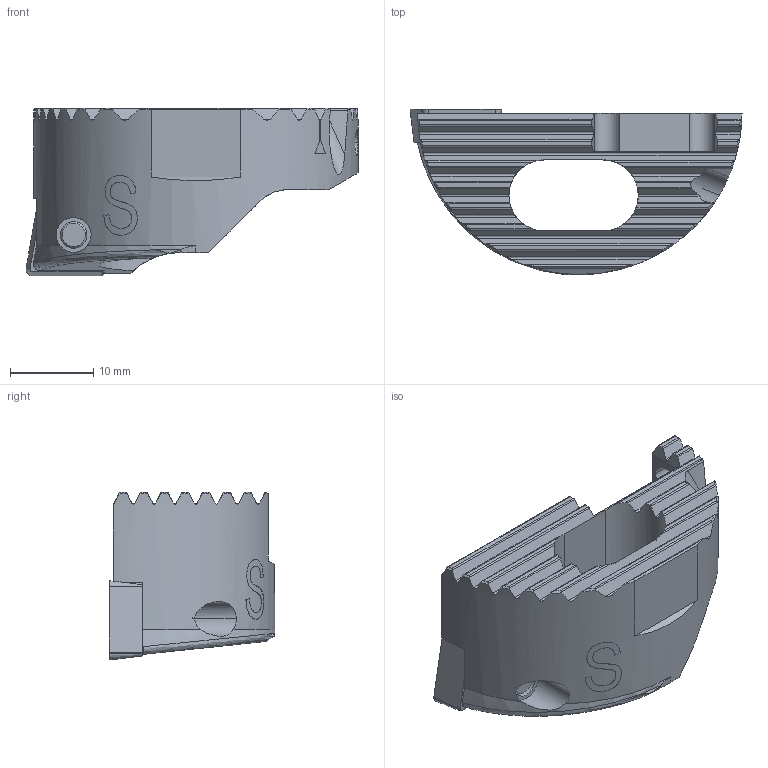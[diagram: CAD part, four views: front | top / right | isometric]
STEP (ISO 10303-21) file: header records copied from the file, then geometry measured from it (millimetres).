
FILE_DESCRIPTION(('no description'),'unknown implementation level');
FILE_NAME('3640D3EA-F952-4061-8AC9-A89DB53E72C0_export.stp',' ',('CIMSOURCE GmbH'),('CADClick - KiM GmbH - www.kimweb.de'),'unknown preprocess','ACIS','unknown authorization');
FILE_SCHEMA(('automotive_design'));
Length unit declared in the file: millimetre
Products named in the file (3): 639.441 Kaiser 41-54 SW41 CC09 S|694.141 Kaiser ETL M4x9.2 T15 IP 10S;Kreismuster1; 639.441 Kaiser 41-54 SW41 CC09 S|654.952 Kaiser CCMT 09T308 K20C;Kombinieren1; 639.441 Kaiser 41-54 SW41 CC09 S|639.441 Kaiser 41-54 SW41 CC09 S;Marke winklig
Bounding box: 39.92 x 19.87 x 20.2 mm (x, y, z)
Volume: 5069.3 mm3; surface area: 4076.8 mm2
Topology: 3 solids, 3 shells, 263 faces, 742 edges, 482 vertices
Faces by surface type: cylinder 94, plane 94, cone 36, bspline 29, torus 10
Entity records: 20092 total; most frequent: CARTESIAN_POINT 5278, STYLED_ITEM 1486, PRESENTATION_STYLE_ASSIGNMENT 1486, COLOUR_RGB 1486, ORIENTED_EDGE 1476, DIRECTION 1285, EDGE_CURVE 738, CURVE_STYLE 738
